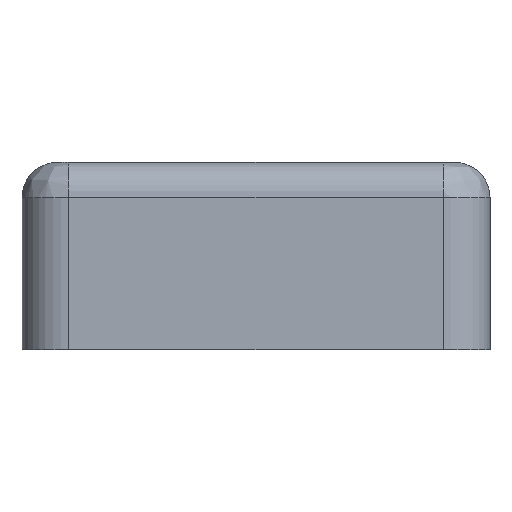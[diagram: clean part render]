
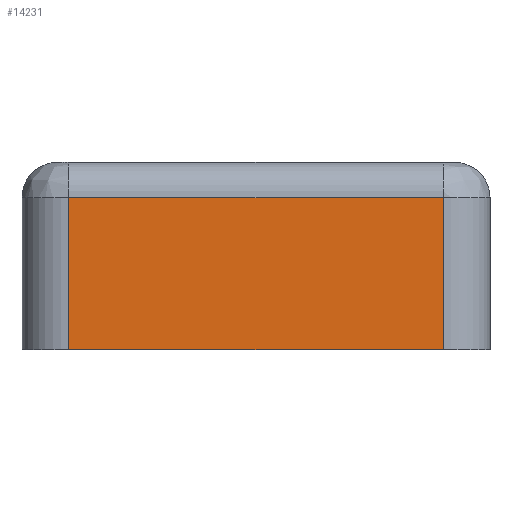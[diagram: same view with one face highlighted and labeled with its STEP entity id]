
A CAD part, front view. The second image highlights one B-rep face of the part: STEP entity #14231.
In plain terms, the highlighted planar face has unit normal (0, -1, 0).
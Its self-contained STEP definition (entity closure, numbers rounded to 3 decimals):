
#576 = PLANE ( 'NONE',  #15097 ) ;
#1197 = VERTEX_POINT ( 'NONE', #8145 ) ;
#3132 = CARTESIAN_POINT ( 'NONE',  ( 20., -40., 13. ) ) ;
#3228 = CARTESIAN_POINT ( 'NONE',  ( -16., -40., 16. ) ) ;
#3349 = ORIENTED_EDGE ( 'NONE', *, *, #5647, .F. ) ;
#3522 = VERTEX_POINT ( 'NONE', #7397 ) ;
#3760 = CARTESIAN_POINT ( 'NONE',  ( -16., -40., 13. ) ) ;
#3977 = LINE ( 'NONE', #7712, #6871 ) ;
#4351 = DIRECTION ( 'NONE',  ( 1., 0., 0. ) ) ;
#4530 = VECTOR ( 'NONE', #4351, 1000. ) ;
#5008 = VECTOR ( 'NONE', #5740, 1000. ) ;
#5487 = CARTESIAN_POINT ( 'NONE',  ( -20., -40., 16. ) ) ;
#5647 = EDGE_CURVE ( 'NONE', #12295, #3522, #3977, .T. ) ;
#5740 = DIRECTION ( 'NONE',  ( 0., 0., 1. ) ) ;
#6734 = DIRECTION ( 'NONE',  ( 0., 0., 1. ) ) ;
#6871 = VECTOR ( 'NONE', #8958, 1000. ) ;
#7279 = VECTOR ( 'NONE', #14353, 1000. ) ;
#7353 = ORIENTED_EDGE ( 'NONE', *, *, #8507, .F. ) ;
#7397 = CARTESIAN_POINT ( 'NONE',  ( 16., -40., 0. ) ) ;
#7712 = CARTESIAN_POINT ( 'NONE',  ( 16., -40., 16. ) ) ;
#8145 = CARTESIAN_POINT ( 'NONE',  ( -16., -40., 0. ) ) ;
#8175 = LINE ( 'NONE', #3132, #4530 ) ;
#8241 = VERTEX_POINT ( 'NONE', #3760 ) ;
#8507 = EDGE_CURVE ( 'NONE', #1197, #8241, #8671, .T. ) ;
#8671 = LINE ( 'NONE', #3228, #5008 ) ;
#8958 = DIRECTION ( 'NONE',  ( 0., 0., -1. ) ) ;
#9029 = EDGE_CURVE ( 'NONE', #8241, #12295, #8175, .T. ) ;
#10912 = LINE ( 'NONE', #15595, #7279 ) ;
#11947 = CARTESIAN_POINT ( 'NONE',  ( 16., -40., 13. ) ) ;
#12295 = VERTEX_POINT ( 'NONE', #11947 ) ;
#12332 = ORIENTED_EDGE ( 'NONE', *, *, #9029, .F. ) ;
#13573 = ORIENTED_EDGE ( 'NONE', *, *, #14513, .F. ) ;
#14027 = DIRECTION ( 'NONE',  ( 0., 1., 0. ) ) ;
#14231 = ADVANCED_FACE ( 'NONE', ( #15516 ), #576, .F. ) ;
#14353 = DIRECTION ( 'NONE',  ( -1., 0., 0. ) ) ;
#14513 = EDGE_CURVE ( 'NONE', #3522, #1197, #10912, .T. ) ;
#14798 = EDGE_LOOP ( 'NONE', ( #12332, #7353, #13573, #3349 ) ) ;
#15097 = AXIS2_PLACEMENT_3D ( 'NONE', #5487, #14027, #6734 ) ;
#15516 = FACE_OUTER_BOUND ( 'NONE', #14798, .T. ) ;
#15595 = CARTESIAN_POINT ( 'NONE',  ( -20., -40., 0. ) ) ;
